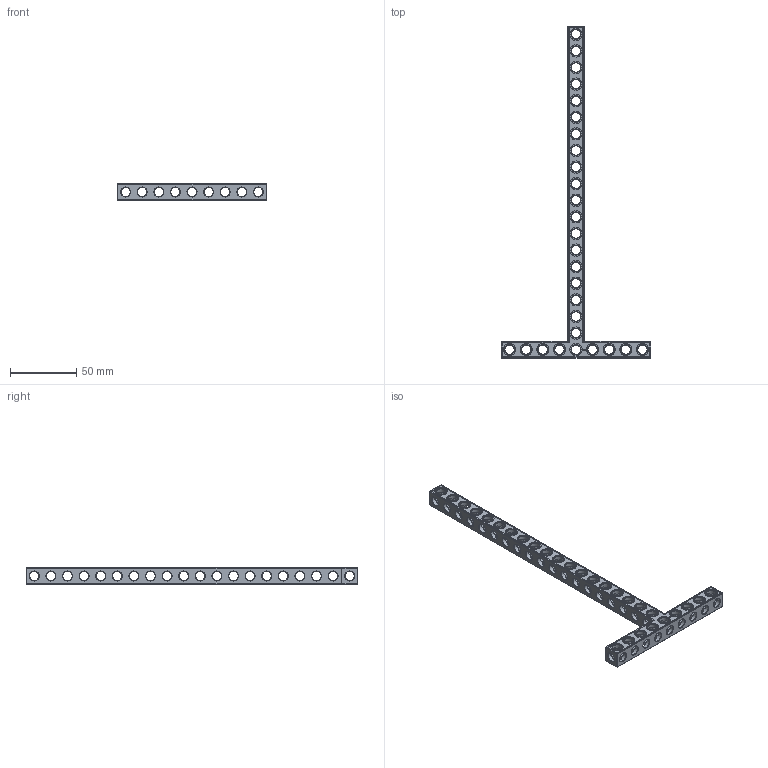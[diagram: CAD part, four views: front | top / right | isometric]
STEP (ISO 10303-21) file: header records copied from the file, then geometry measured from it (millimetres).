
FILE_DESCRIPTION(('FreeCAD Model'),'2;1');
FILE_NAME('Open CASCADE Shape Model','2022-01-27T23:33:27',( 'Paulo Kiefe'),('STEMFIE.org'),'Open CASCADE STEP processor 7.4', 'FreeCAD','Unknown');
FILE_SCHEMA(('AUTOMOTIVE_DESIGN { 1 0 10303 214 1 1 1 1 }'));
Products named in the file (1): Beam_TSH_SYM_ESS_BU09x20x01_-_SPN-BEM-1075_(stemfie.org)
Bounding box: 112.5 x 250 x 12.5 mm (x, y, z)
Volume: 27344.4 mm3; surface area: 24485.3 mm2
Topology: 1 solids, 1 shells, 816 faces, 2548 edges, 1682 vertices
Faces by surface type: plane 407, cylinder 169, extrusion 126, cone 114
Full cylindrical faces by diameter (mm): 6.98 x10, 7 x131, 9.2 x28
Entity records: 90097 total; most frequent: CARTESIAN_POINT 42413, DIRECTION 7882, ORIENTED_EDGE 5096, PCURVE 5096, DEFINITIONAL_REPRESENTATION 5096, VECTOR 4862, LINE 4736, EDGE_CURVE 2548
